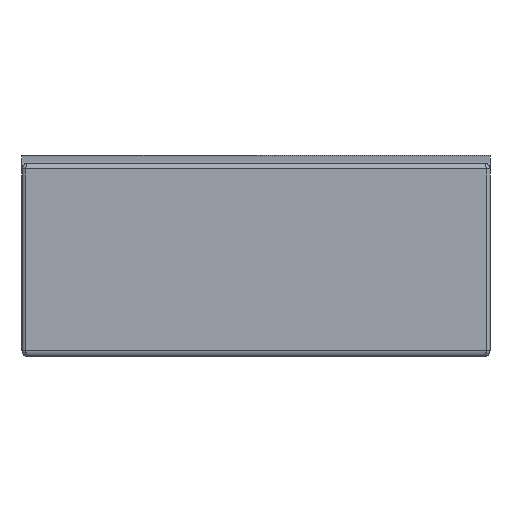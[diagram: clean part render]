
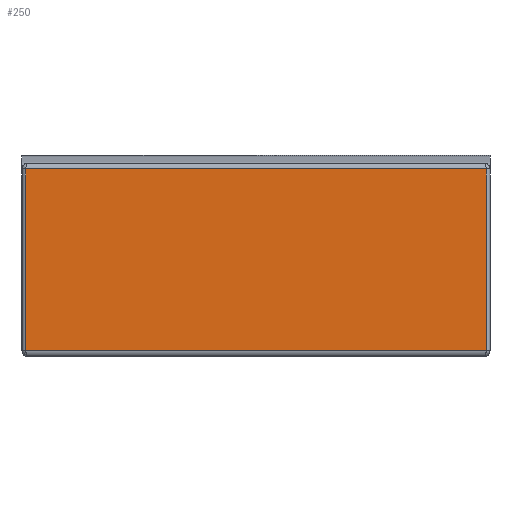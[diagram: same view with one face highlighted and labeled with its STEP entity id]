
A CAD part, front view. The second image highlights one B-rep face of the part: STEP entity #250.
In plain terms, the highlighted planar face has unit normal (0, -1, 0).
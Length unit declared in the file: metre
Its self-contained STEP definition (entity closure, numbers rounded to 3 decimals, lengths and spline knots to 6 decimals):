
#250=ADVANCED_FACE('0:182',(#469),#470,.T.);
#469=FACE_OUTER_BOUND('',#704,.T.);
#470=PLANE('',#705);
#704=EDGE_LOOP('',(#1357,#1358,#1359,#1360));
#705=AXIS2_PLACEMENT_3D('',#1361,#1362,#1363);
#1357=ORIENTED_EDGE('',*,*,#1825,.T.);
#1358=ORIENTED_EDGE('',*,*,#1826,.T.);
#1359=ORIENTED_EDGE('',*,*,#1827,.T.);
#1360=ORIENTED_EDGE('',*,*,#1828,.T.);
#1361=CARTESIAN_POINT('',(0.0,-0.00098,-0.000015));
#1362=DIRECTION('',(0.0,-1.0,0.0));
#1363=DIRECTION('',(0.0,0.0,-1.0));
#1825=EDGE_CURVE('0:260',#2064,#2065,#2066,.F.);
#1826=EDGE_CURVE('0:263',#2065,#2067,#2068,.T.);
#1827=EDGE_CURVE('0:266',#2067,#2069,#2070,.T.);
#1828=EDGE_CURVE('0:269',#2069,#2064,#2071,.T.);
#2064=VERTEX_POINT('',#2405);
#2065=VERTEX_POINT('',#2406);
#2066=LINE('',#2407,#2408);
#2067=VERTEX_POINT('',#2409);
#2068=LINE('',#2410,#2411);
#2069=VERTEX_POINT('',#2412);
#2070=LINE('',#2413,#2414);
#2071=LINE('',#2415,#2416);
#2405=CARTESIAN_POINT('',(-0.000595,-0.00098,0.00047));
#2406=CARTESIAN_POINT('',(-0.000595,-0.00098,0.0));
#2407=CARTESIAN_POINT('',(-0.000595,-0.00098,-0.000015));
#2408=VECTOR('',#2769,1.0);
#2409=CARTESIAN_POINT('',(0.000595,-0.00098,0.0));
#2410=CARTESIAN_POINT('',(0.0,-0.00098,0.0));
#2411=VECTOR('',#2770,1.0);
#2412=CARTESIAN_POINT('',(0.000595,-0.00098,0.00047));
#2413=CARTESIAN_POINT('',(0.000595,-0.00098,-0.000015));
#2414=VECTOR('',#2771,1.0);
#2415=CARTESIAN_POINT('',(0.0,-0.00098,0.00047));
#2416=VECTOR('',#2772,1.0);
#2769=DIRECTION('',(0.0,0.0,1.0));
#2770=DIRECTION('',(1.0,0.0,0.0));
#2771=DIRECTION('',(0.0,0.0,1.0));
#2772=DIRECTION('',(-1.0,0.0,0.0));
